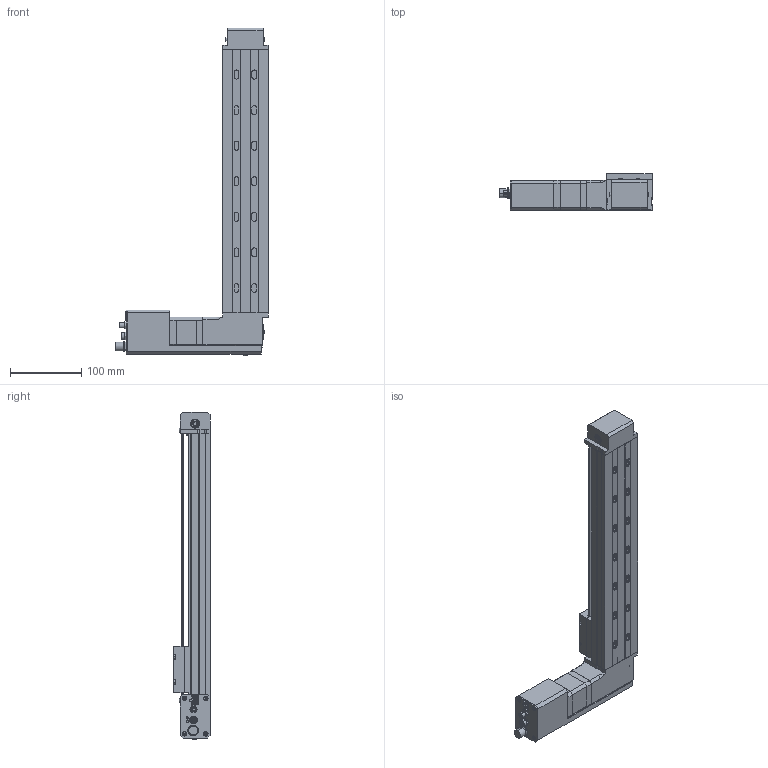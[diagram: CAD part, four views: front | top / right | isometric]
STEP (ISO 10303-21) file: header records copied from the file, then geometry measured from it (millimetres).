
FILE_DESCRIPTION (( 'STEP AP203' ), '1' );
FILE_NAME ('X-BLQ0295-E01C.step', '2023-05-18T00:13:31', ( '' ), ( '' ), 'SwSTEP 2.0', 'SolidWorks 2019', '' );
FILE_SCHEMA (( 'CONFIG_CONTROL_DESIGN' ));
Length unit declared in the file: millimetre
Products named in the file (4): BLQ_carriage^BLQ_Rigid Cover; BLQ_base^BLQ_BLQ0295-C1; X-BLQ0295-E01C; NMS17_motor^BLQ_X-BLQ-E01
Assembly tree (3 placements, depth 2):
  X-BLQ0295-E01C
    BLQ_base^BLQ_BLQ0295-C1
    BLQ_carriage^BLQ_Rigid Cover
    NMS17_motor^BLQ_X-BLQ-E01
Bounding box: 214.85 x 51.8 x 460.2 mm (x, y, z)
Volume: 962168.1 mm3; surface area: 283851.5 mm2
Topology: 32 solids, 32 shells, 949 faces, 2461 edges, 1610 vertices
Faces by surface type: plane 528, cylinder 365, cone 30, torus 16, sphere 10
Entity records: 29603 total; most frequent: CARTESIAN_POINT 5272, DIRECTION 5131, ORIENTED_EDGE 4874, EDGE_CURVE 2437, AXIS2_PLACEMENT_3D 1805, VERTEX_POINT 1602, VECTOR 1521, LINE 1521
